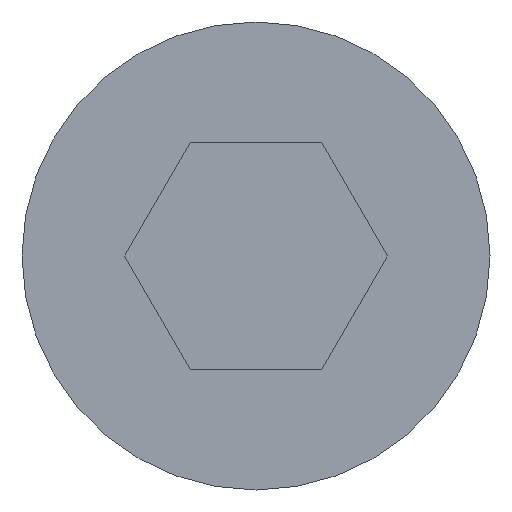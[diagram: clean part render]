
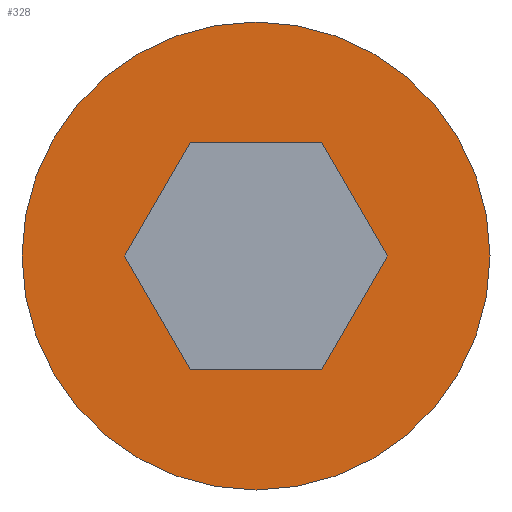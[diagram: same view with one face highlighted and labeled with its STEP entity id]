
A CAD part, front view. The second image highlights one B-rep face of the part: STEP entity #328.
In plain terms, the highlighted planar face has unit normal (0, -1, 0).
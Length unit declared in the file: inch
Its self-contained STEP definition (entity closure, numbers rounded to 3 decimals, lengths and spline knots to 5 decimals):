
#5 = LINE ( 'NONE', #166, #226 ) ;
#10 = VERTEX_POINT ( 'NONE', #381 ) ;
#13 = VERTEX_POINT ( 'NONE', #69 ) ;
#22 = LINE ( 'NONE', #220, #378 ) ;
#23 = ORIENTED_EDGE ( 'NONE', *, *, #292, .F. ) ;
#31 = ORIENTED_EDGE ( 'NONE', *, *, #281, .F. ) ;
#37 = FACE_OUTER_BOUND ( 'NONE', #365, .T. ) ;
#39 = CARTESIAN_POINT ( 'NONE',  ( 0.06315, 0., 0. ) ) ;
#47 = VECTOR ( 'NONE', #462, 39.37008 ) ;
#48 = ORIENTED_EDGE ( 'NONE', *, *, #385, .F. ) ;
#52 = LINE ( 'NONE', #39, #437 ) ;
#62 = VERTEX_POINT ( 'NONE', #438 ) ;
#69 = CARTESIAN_POINT ( 'NONE',  ( -0.06315, 0., 0. ) ) ;
#71 = DIRECTION ( 'NONE',  ( 0.5, 0., -0.866 ) ) ;
#76 = EDGE_CURVE ( 'NONE', #10, #409, #143, .T. ) ;
#77 = CARTESIAN_POINT ( 'NONE',  ( -0.06315, 0., 0. ) ) ;
#105 = CARTESIAN_POINT ( 'NONE',  ( 0., 0., 0. ) ) ;
#122 = DIRECTION ( 'NONE',  ( 1., 0., 0. ) ) ;
#123 = AXIS2_PLACEMENT_3D ( 'NONE', #432, #417, #414 ) ;
#129 = CARTESIAN_POINT ( 'NONE',  ( -0.03157, 0., 0.05469 ) ) ;
#130 = AXIS2_PLACEMENT_3D ( 'NONE', #105, #369, #306 ) ;
#143 = CIRCLE ( 'NONE', #123, 0.1125 ) ;
#154 = PLANE ( 'NONE',  #130 ) ;
#155 = CARTESIAN_POINT ( 'NONE',  ( -0.03157, 0., 0.05469 ) ) ;
#166 = CARTESIAN_POINT ( 'NONE',  ( -0.03157, 0., -0.05469 ) ) ;
#173 = DIRECTION ( 'NONE',  ( 0., 0., 1. ) ) ;
#174 = DIRECTION ( 'NONE',  ( 0., 1., 0. ) ) ;
#176 = CARTESIAN_POINT ( 'NONE',  ( 0., 0., 0. ) ) ;
#202 = EDGE_CURVE ( 'NONE', #409, #10, #308, .T. ) ;
#203 = LINE ( 'NONE', #129, #252 ) ;
#208 = AXIS2_PLACEMENT_3D ( 'NONE', #176, #174, #173 ) ;
#220 = CARTESIAN_POINT ( 'NONE',  ( 0.03157, 0., 0.05469 ) ) ;
#226 = VECTOR ( 'NONE', #122, 39.37008 ) ;
#230 = VERTEX_POINT ( 'NONE', #155 ) ;
#232 = ORIENTED_EDGE ( 'NONE', *, *, #277, .F. ) ;
#252 = VECTOR ( 'NONE', #419, 39.37008 ) ;
#277 = EDGE_CURVE ( 'NONE', #62, #300, #52, .T. ) ;
#281 = EDGE_CURVE ( 'NONE', #371, #428, #5, .T. ) ;
#282 = DIRECTION ( 'NONE',  ( -0.5, 0., 0.866 ) ) ;
#285 = EDGE_CURVE ( 'NONE', #13, #371, #344, .T. ) ;
#292 = EDGE_CURVE ( 'NONE', #230, #13, #203, .T. ) ;
#297 = EDGE_CURVE ( 'NONE', #300, #230, #22, .T. ) ;
#299 = VECTOR ( 'NONE', #71, 39.37008 ) ;
#300 = VERTEX_POINT ( 'NONE', #391 ) ;
#306 = DIRECTION ( 'NONE',  ( 0., 0., 1. ) ) ;
#308 = CIRCLE ( 'NONE', #208, 0.1125 ) ;
#327 = DIRECTION ( 'NONE',  ( -1., 0., 0. ) ) ;
#328 = ADVANCED_FACE ( 'NONE', ( #448, #37 ), #154, .F. ) ;
#331 = ORIENTED_EDGE ( 'NONE', *, *, #202, .F. ) ;
#344 = LINE ( 'NONE', #77, #299 ) ;
#360 = ORIENTED_EDGE ( 'NONE', *, *, #76, .F. ) ;
#365 = EDGE_LOOP ( 'NONE', ( #331, #360 ) ) ;
#369 = DIRECTION ( 'NONE',  ( 0., 1., 0. ) ) ;
#371 = VERTEX_POINT ( 'NONE', #433 ) ;
#377 = CARTESIAN_POINT ( 'NONE',  ( 0.03157, 0., -0.05469 ) ) ;
#378 = VECTOR ( 'NONE', #327, 39.37008 ) ;
#379 = ORIENTED_EDGE ( 'NONE', *, *, #285, .F. ) ;
#381 = CARTESIAN_POINT ( 'NONE',  ( 0., 0., 0.1125 ) ) ;
#385 = EDGE_CURVE ( 'NONE', #428, #62, #429, .T. ) ;
#388 = EDGE_LOOP ( 'NONE', ( #232, #48, #31, #379, #23, #465 ) ) ;
#391 = CARTESIAN_POINT ( 'NONE',  ( 0.03157, 0., 0.05469 ) ) ;
#409 = VERTEX_POINT ( 'NONE', #410 ) ;
#410 = CARTESIAN_POINT ( 'NONE',  ( 0., 0., -0.1125 ) ) ;
#414 = DIRECTION ( 'NONE',  ( 0., 0., 1. ) ) ;
#417 = DIRECTION ( 'NONE',  ( 0., 1., 0. ) ) ;
#419 = DIRECTION ( 'NONE',  ( -0.5, 0., -0.866 ) ) ;
#428 = VERTEX_POINT ( 'NONE', #377 ) ;
#429 = LINE ( 'NONE', #464, #47 ) ;
#432 = CARTESIAN_POINT ( 'NONE',  ( 0., 0., 0. ) ) ;
#433 = CARTESIAN_POINT ( 'NONE',  ( -0.03157, 0., -0.05469 ) ) ;
#437 = VECTOR ( 'NONE', #282, 39.37008 ) ;
#438 = CARTESIAN_POINT ( 'NONE',  ( 0.06315, 0., 0. ) ) ;
#448 = FACE_BOUND ( 'NONE', #388, .T. ) ;
#462 = DIRECTION ( 'NONE',  ( 0.5, 0., 0.866 ) ) ;
#464 = CARTESIAN_POINT ( 'NONE',  ( 0.03157, 0., -0.05469 ) ) ;
#465 = ORIENTED_EDGE ( 'NONE', *, *, #297, .F. ) ;
